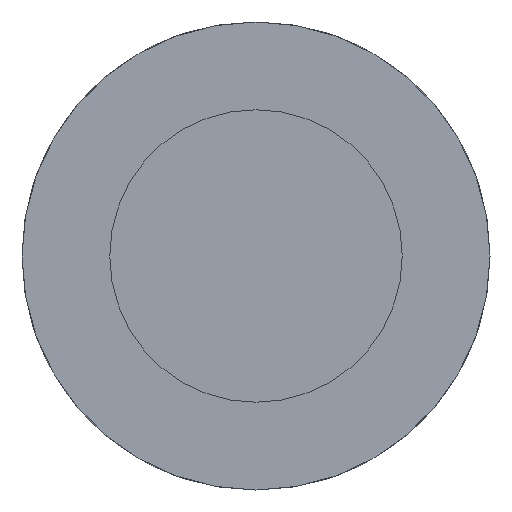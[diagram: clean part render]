
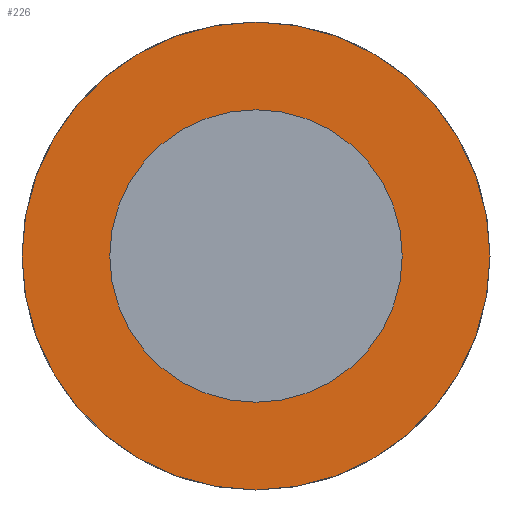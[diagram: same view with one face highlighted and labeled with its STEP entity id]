
A CAD part, front view. The second image highlights one B-rep face of the part: STEP entity #226.
In plain terms, the highlighted planar face has unit normal (0, -1, 0).
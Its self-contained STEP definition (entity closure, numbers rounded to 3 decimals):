
#66=FACE_BOUND('',#356,.T.);
#67=FACE_BOUND('',#357,.T.);
#226=ADVANCED_FACE('',(#66,#67),#279,.T.);
#279=PLANE('',#1046);
#356=EDGE_LOOP('',(#484));
#357=EDGE_LOOP('',(#485));
#484=ORIENTED_EDGE('',*,*,#861,.T.);
#485=ORIENTED_EDGE('',*,*,#862,.F.);
#754=VERTEX_POINT('',#1608);
#755=VERTEX_POINT('',#1610);
#861=EDGE_CURVE('',#754,#754,#968,.T.);
#862=EDGE_CURVE('',#755,#755,#969,.T.);
#968=CIRCLE('',#1044,6.);
#969=CIRCLE('',#1045,3.75);
#1044=AXIS2_PLACEMENT_3D('',#1607,#1198,#1199);
#1045=AXIS2_PLACEMENT_3D('',#1609,#1200,#1201);
#1046=AXIS2_PLACEMENT_3D('',#1611,#1202,#1203);
#1198=DIRECTION('',(0.,-1.,0.));
#1199=DIRECTION('',(1.,0.,0.));
#1200=DIRECTION('',(0.,-1.,0.));
#1201=DIRECTION('',(1.,0.,0.));
#1202=DIRECTION('',(0.,-1.,0.));
#1203=DIRECTION('',(1.,0.,0.));
#1607=CARTESIAN_POINT('',(0.,0.,0.));
#1608=CARTESIAN_POINT('',(6.,0.,0.));
#1609=CARTESIAN_POINT('',(0.,0.,0.));
#1610=CARTESIAN_POINT('',(3.75,0.,0.));
#1611=CARTESIAN_POINT('',(3.75,0.,0.));
